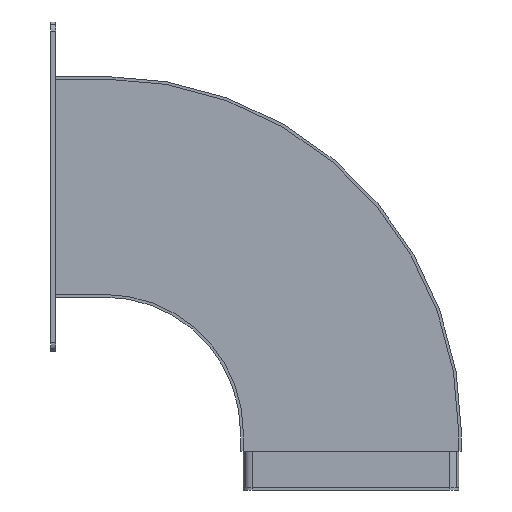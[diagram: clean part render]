
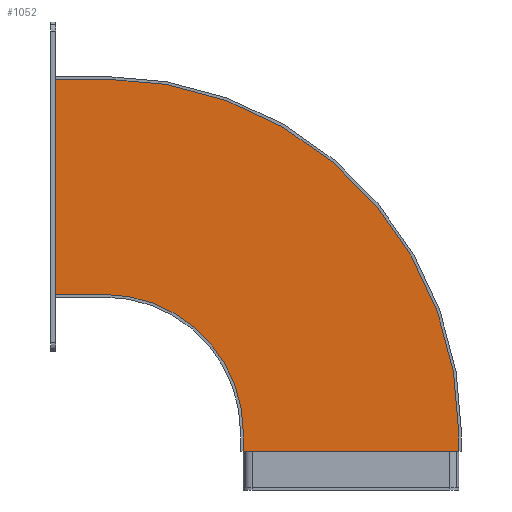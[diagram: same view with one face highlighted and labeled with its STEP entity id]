
A CAD part, left-side view. The second image highlights one B-rep face of the part: STEP entity #1052.
In plain terms, the highlighted planar face has unit normal (-1, 0, 0).
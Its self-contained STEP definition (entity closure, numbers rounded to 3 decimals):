
#774=CARTESIAN_POINT('',(-2.0,-220.0,-201.));
#775=VERTEX_POINT('',#774);
#776=CARTESIAN_POINT('',(-2.0,-160.,-201.));
#777=VERTEX_POINT('',#776);
#778=CARTESIAN_POINT('',(-2.0,-220.0,-201.));
#779=DIRECTION('',(0.0,1.0,0.0));
#780=VECTOR('',#779,60.);
#781=LINE('',#778,#780);
#782=EDGE_CURVE('',#775,#777,#781,.T.);
#814=CARTESIAN_POINT('',(-2.0,231.,190.));
#815=VERTEX_POINT('',#814);
#816=CARTESIAN_POINT('',(-2.0,-160.0,190.));
#817=DIRECTION('',(1.0,0.0,0.0));
#818=DIRECTION('',(0.0,0.0,1.0));
#819=AXIS2_PLACEMENT_3D('',#816,#817,#818);
#820=CIRCLE('',#819,391.0);
#821=EDGE_CURVE('',#777,#815,#820,.T.);
#847=CARTESIAN_POINT('',(-2.0,231.,210.));
#848=VERTEX_POINT('',#847);
#849=CARTESIAN_POINT('',(-2.0,231.,190.));
#850=DIRECTION('',(0.0,0.0,1.0));
#851=VECTOR('',#850,20.);
#852=LINE('',#849,#851);
#853=EDGE_CURVE('',#815,#848,#852,.T.);
#878=CARTESIAN_POINT('',(-2.0,-7.0,210.));
#879=VERTEX_POINT('',#878);
#880=CARTESIAN_POINT('',(-2.0,231.,210.));
#881=DIRECTION('',(0.0,-1.0,0.0));
#882=VECTOR('',#881,238.);
#883=LINE('',#880,#882);
#884=EDGE_CURVE('',#848,#879,#883,.T.);
#909=CARTESIAN_POINT('',(-2.0,-7.0,190.));
#910=VERTEX_POINT('',#909);
#911=CARTESIAN_POINT('',(-2.0,-7.0,210.));
#912=DIRECTION('',(0.0,0.0,-1.0));
#913=VECTOR('',#912,20.);
#914=LINE('',#911,#913);
#915=EDGE_CURVE('',#879,#910,#914,.T.);
#940=CARTESIAN_POINT('',(-2.0,-160.0,37.));
#941=VERTEX_POINT('',#940);
#942=CARTESIAN_POINT('',(-2.0,-160.0,190.));
#943=DIRECTION('',(-1.0,0.0,0.0));
#944=DIRECTION('',(0.0,0.0,1.0));
#945=AXIS2_PLACEMENT_3D('',#942,#943,#944);
#946=CIRCLE('',#945,153.0);
#947=EDGE_CURVE('',#910,#941,#946,.T.);
#973=CARTESIAN_POINT('',(-2.0,-220.0,37.));
#974=VERTEX_POINT('',#973);
#975=CARTESIAN_POINT('',(-2.0,-160.0,37.));
#976=DIRECTION('',(0.0,-1.0,0.0));
#977=VECTOR('',#976,60.0);
#978=LINE('',#975,#977);
#979=EDGE_CURVE('',#941,#974,#978,.T.);
#1004=CARTESIAN_POINT('',(-2.0,-220.0,37.));
#1005=DIRECTION('',(0.0,0.0,-1.0));
#1006=VECTOR('',#1005,238.0);
#1007=LINE('',#1004,#1006);
#1008=EDGE_CURVE('',#974,#775,#1007,.T.);
#1037=CARTESIAN_POINT('',(-2.0,-160.0,-190.));
#1038=DIRECTION('',(1.0,0.0,0.0));
#1039=DIRECTION('',(0.0,0.0,-1.0));
#1040=AXIS2_PLACEMENT_3D('',#1037,#1038,#1039);
#1041=PLANE('',#1040);
#1042=ORIENTED_EDGE('',*,*,#782,.F.);
#1043=ORIENTED_EDGE('',*,*,#1008,.F.);
#1044=ORIENTED_EDGE('',*,*,#979,.F.);
#1045=ORIENTED_EDGE('',*,*,#947,.F.);
#1046=ORIENTED_EDGE('',*,*,#915,.F.);
#1047=ORIENTED_EDGE('',*,*,#884,.F.);
#1048=ORIENTED_EDGE('',*,*,#853,.F.);
#1049=ORIENTED_EDGE('',*,*,#821,.F.);
#1050=EDGE_LOOP('',(#1042,#1043,#1044,#1045,#1046,#1047,#1048,#1049));
#1051=FACE_OUTER_BOUND('',#1050,.T.);
#1052=ADVANCED_FACE('',(#1051),#1041,.F.);
